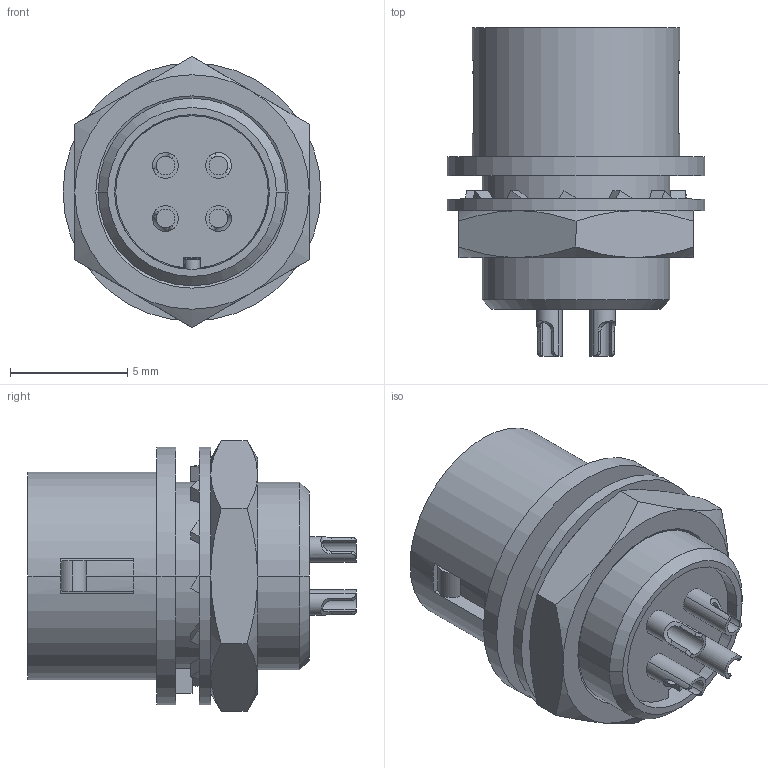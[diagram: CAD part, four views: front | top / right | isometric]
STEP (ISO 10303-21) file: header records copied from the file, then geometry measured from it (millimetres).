
FILE_DESCRIPTION(('CoCreate Modeling STEP Export'),'2;1');
FILE_NAME('HR10A-7R-4S.stp','2010-06-02T13:44:57',(''),(''),'CoCreate Modeling STEP processor for AP214 (Solid Model)','CoCreate Modeling 16.00B 02-Dec-2008 (C) Parametric Technology GmbH','');
FILE_SCHEMA(('AUTOMOTIVE_DESIGN { 1 0 10303 214 1 1 1 1 }'));
Length unit declared in the file: millimetre
Products named in the file (1): HR10A-7R-4S
Bounding box: 11 x 14 x 11.55 mm (x, y, z)
Volume: 645.4 mm3; surface area: 1256.8 mm2
Topology: 1 solids, 1 shells, 335 faces, 927 edges, 594 vertices
Faces by surface type: cylinder 145, plane 142, cone 36, bspline 12
Entity records: 13338 total; most frequent: CARTESIAN_POINT 5763, ORIENTED_EDGE 1854, DIRECTION 1283, EDGE_CURVE 927, VERTEX_POINT 594, AXIS2_PLACEMENT_3D 460, VECTOR 363, LINE 363
